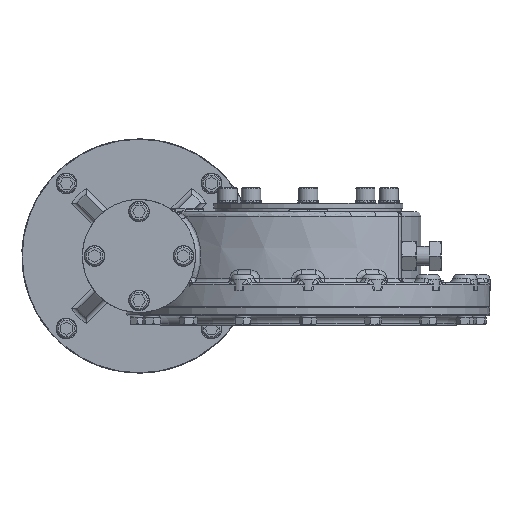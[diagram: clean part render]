
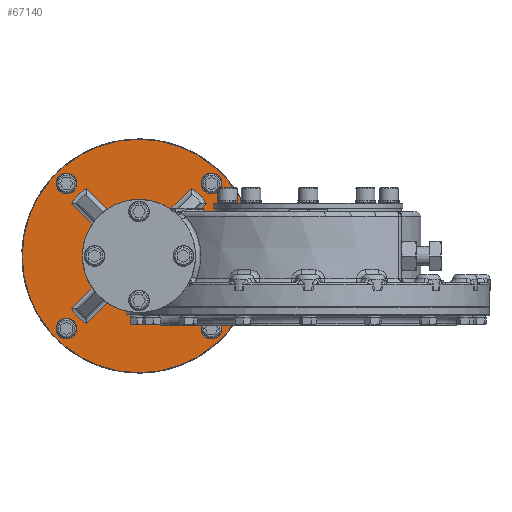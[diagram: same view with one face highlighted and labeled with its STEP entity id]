
A CAD part, left-side view. The second image highlights one B-rep face of the part: STEP entity #67140.
In plain terms, the highlighted planar face has unit normal (-1, 0, 0).
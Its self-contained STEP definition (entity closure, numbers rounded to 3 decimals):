
#5222=LINE('',#108113,#11965);
#5223=LINE('',#108117,#11966);
#5224=LINE('',#108121,#11967);
#5225=LINE('',#108125,#11968);
#5226=LINE('',#108129,#11969);
#5227=LINE('',#108133,#11970);
#5228=LINE('',#108137,#11971);
#5229=LINE('',#108141,#11972);
#11965=VECTOR('',#81464,1000.);
#11966=VECTOR('',#81467,1000.);
#11967=VECTOR('',#81470,1000.);
#11968=VECTOR('',#81473,1000.);
#11969=VECTOR('',#81476,1000.);
#11970=VECTOR('',#81479,1000.);
#11971=VECTOR('',#81482,1000.);
#11972=VECTOR('',#81485,1000.);
#17132=PLANE('',#71612);
#27559=ORIENTED_EDGE('',*,*,#43528,.F.);
#27560=ORIENTED_EDGE('',*,*,#43529,.F.);
#27561=ORIENTED_EDGE('',*,*,#43530,.F.);
#27562=ORIENTED_EDGE('',*,*,#43531,.F.);
#27563=ORIENTED_EDGE('',*,*,#43532,.T.);
#27564=ORIENTED_EDGE('',*,*,#43533,.T.);
#27565=ORIENTED_EDGE('',*,*,#43534,.T.);
#27566=ORIENTED_EDGE('',*,*,#43535,.T.);
#27567=ORIENTED_EDGE('',*,*,#43536,.T.);
#27568=ORIENTED_EDGE('',*,*,#43537,.T.);
#27569=ORIENTED_EDGE('',*,*,#43538,.T.);
#27570=ORIENTED_EDGE('',*,*,#43539,.T.);
#27571=ORIENTED_EDGE('',*,*,#43540,.T.);
#27572=ORIENTED_EDGE('',*,*,#43541,.T.);
#27573=ORIENTED_EDGE('',*,*,#43542,.T.);
#27574=ORIENTED_EDGE('',*,*,#43543,.T.);
#27575=ORIENTED_EDGE('',*,*,#43544,.T.);
#27576=ORIENTED_EDGE('',*,*,#43545,.T.);
#27577=ORIENTED_EDGE('',*,*,#43546,.T.);
#27578=ORIENTED_EDGE('',*,*,#43547,.T.);
#27579=ORIENTED_EDGE('',*,*,#43527,.T.);
#43527=EDGE_CURVE('',#52047,#52047,#56284,.T.);
#43528=EDGE_CURVE('',#52048,#52048,#56285,.T.);
#43529=EDGE_CURVE('',#52049,#52049,#56286,.T.);
#43530=EDGE_CURVE('',#52050,#52050,#56287,.T.);
#43531=EDGE_CURVE('',#52051,#52051,#56288,.T.);
#43532=EDGE_CURVE('',#52052,#52053,#56289,.F.);
#43533=EDGE_CURVE('',#52053,#52054,#5222,.F.);
#43534=EDGE_CURVE('',#52054,#52055,#56290,.F.);
#43535=EDGE_CURVE('',#52055,#52056,#5223,.T.);
#43536=EDGE_CURVE('',#52056,#52057,#56291,.F.);
#43537=EDGE_CURVE('',#52057,#52058,#5224,.F.);
#43538=EDGE_CURVE('',#52058,#52059,#56292,.F.);
#43539=EDGE_CURVE('',#52059,#52060,#5225,.T.);
#43540=EDGE_CURVE('',#52060,#52061,#56293,.F.);
#43541=EDGE_CURVE('',#52061,#52062,#5226,.F.);
#43542=EDGE_CURVE('',#52062,#52063,#56294,.F.);
#43543=EDGE_CURVE('',#52063,#52064,#5227,.T.);
#43544=EDGE_CURVE('',#52064,#52065,#56295,.F.);
#43545=EDGE_CURVE('',#52065,#52066,#5228,.F.);
#43546=EDGE_CURVE('',#52066,#52067,#56296,.F.);
#43547=EDGE_CURVE('',#52067,#52052,#5229,.T.);
#52047=VERTEX_POINT('',#108100);
#52048=VERTEX_POINT('',#108103);
#52049=VERTEX_POINT('',#108105);
#52050=VERTEX_POINT('',#108107);
#52051=VERTEX_POINT('',#108109);
#52052=VERTEX_POINT('',#108111);
#52053=VERTEX_POINT('',#108112);
#52054=VERTEX_POINT('',#108114);
#52055=VERTEX_POINT('',#108116);
#52056=VERTEX_POINT('',#108118);
#52057=VERTEX_POINT('',#108120);
#52058=VERTEX_POINT('',#108122);
#52059=VERTEX_POINT('',#108124);
#52060=VERTEX_POINT('',#108126);
#52061=VERTEX_POINT('',#108128);
#52062=VERTEX_POINT('',#108130);
#52063=VERTEX_POINT('',#108132);
#52064=VERTEX_POINT('',#108134);
#52065=VERTEX_POINT('',#108136);
#52066=VERTEX_POINT('',#108138);
#52067=VERTEX_POINT('',#108140);
#56284=CIRCLE('',#71611,144.5);
#56285=CIRCLE('',#71613,12.7);
#56286=CIRCLE('',#71614,12.7);
#56287=CIRCLE('',#71615,12.7);
#56288=CIRCLE('',#71616,12.7);
#56289=CIRCLE('',#71617,106.213);
#56290=CIRCLE('',#71618,43.);
#56291=CIRCLE('',#71619,106.213);
#56292=CIRCLE('',#71620,43.);
#56293=CIRCLE('',#71621,106.213);
#56294=CIRCLE('',#71622,43.);
#56295=CIRCLE('',#71623,106.213);
#56296=CIRCLE('',#71624,43.);
#58580=EDGE_LOOP('',(#27559));
#58581=EDGE_LOOP('',(#27560));
#58582=EDGE_LOOP('',(#27561));
#58583=EDGE_LOOP('',(#27562));
#58584=EDGE_LOOP('',(#27563,#27564,#27565,#27566,#27567,#27568,#27569,#27570,
#27571,#27572,#27573,#27574,#27575,#27576,#27577,#27578));
#58585=EDGE_LOOP('',(#27579));
#62794=FACE_BOUND('',#58580,.T.);
#62795=FACE_BOUND('',#58581,.T.);
#62796=FACE_BOUND('',#58582,.T.);
#62797=FACE_BOUND('',#58583,.T.);
#62798=FACE_BOUND('',#58584,.T.);
#62799=FACE_BOUND('',#58585,.T.);
#67140=ADVANCED_FACE('',(#62794,#62795,#62796,#62797,#62798,#62799),#17132,
 .T.);
#71611=AXIS2_PLACEMENT_3D('',#108099,#81450,#81451);
#71612=AXIS2_PLACEMENT_3D('',#108101,#81452,#81453);
#71613=AXIS2_PLACEMENT_3D('',#108102,#81454,#81455);
#71614=AXIS2_PLACEMENT_3D('',#108104,#81456,#81457);
#71615=AXIS2_PLACEMENT_3D('',#108106,#81458,#81459);
#71616=AXIS2_PLACEMENT_3D('',#108108,#81460,#81461);
#71617=AXIS2_PLACEMENT_3D('',#108110,#81462,#81463);
#71618=AXIS2_PLACEMENT_3D('',#108115,#81465,#81466);
#71619=AXIS2_PLACEMENT_3D('',#108119,#81468,#81469);
#71620=AXIS2_PLACEMENT_3D('',#108123,#81471,#81472);
#71621=AXIS2_PLACEMENT_3D('',#108127,#81474,#81475);
#71622=AXIS2_PLACEMENT_3D('',#108131,#81477,#81478);
#71623=AXIS2_PLACEMENT_3D('',#108135,#81480,#81481);
#71624=AXIS2_PLACEMENT_3D('',#108139,#81483,#81484);
#81450=DIRECTION('',(-1.,0.,0.));
#81451=DIRECTION('',(0.,-1.,0.));
#81452=DIRECTION('',(-1.,0.,0.));
#81453=DIRECTION('',(0.,-1.,0.));
#81454=DIRECTION('',(-1.,0.,0.));
#81455=DIRECTION('',(0.,-1.,0.));
#81456=DIRECTION('',(-1.,0.,0.));
#81457=DIRECTION('',(0.,-1.,0.));
#81458=DIRECTION('',(-1.,0.,0.));
#81459=DIRECTION('',(0.,-1.,0.));
#81460=DIRECTION('',(-1.,0.,0.));
#81461=DIRECTION('',(0.,0.,1.));
#81462=DIRECTION('',(-1.,0.,0.));
#81463=DIRECTION('',(0.,-1.,0.));
#81464=DIRECTION('',(0.,0.707,-0.707));
#81465=DIRECTION('',(-1.,0.,0.));
#81466=DIRECTION('',(0.,-1.,0.));
#81467=DIRECTION('',(0.,0.707,0.707));
#81468=DIRECTION('',(-1.,0.,0.));
#81469=DIRECTION('',(0.,-1.,0.));
#81470=DIRECTION('',(0.,0.707,0.707));
#81471=DIRECTION('',(-1.,0.,0.));
#81472=DIRECTION('',(0.,-1.,0.));
#81473=DIRECTION('',(0.,-0.707,0.707));
#81474=DIRECTION('',(-1.,0.,0.));
#81475=DIRECTION('',(0.,-1.,0.));
#81476=DIRECTION('',(0.,-0.707,0.707));
#81477=DIRECTION('',(-1.,0.,0.));
#81478=DIRECTION('',(0.,-1.,0.));
#81479=DIRECTION('',(0.,-0.707,-0.707));
#81480=DIRECTION('',(-1.,0.,0.));
#81481=DIRECTION('',(0.,-1.,0.));
#81482=DIRECTION('',(0.,-0.707,-0.707));
#81483=DIRECTION('',(-1.,0.,0.));
#81484=DIRECTION('',(0.,-1.,0.));
#81485=DIRECTION('',(0.,0.707,-0.707));
#108099=CARTESIAN_POINT('',(250.19,209.55,57.));
#108100=CARTESIAN_POINT('',(250.19,65.05,57.));
#108101=CARTESIAN_POINT('',(250.19,246.55,57.));
#108102=CARTESIAN_POINT('',(250.19,119.747,146.803));
#108103=CARTESIAN_POINT('',(250.19,107.047,146.803));
#108104=CARTESIAN_POINT('',(250.19,299.353,-32.803));
#108105=CARTESIAN_POINT('',(250.19,286.653,-32.803));
#108106=CARTESIAN_POINT('',(250.19,119.747,-32.803));
#108107=CARTESIAN_POINT('',(250.19,107.047,-32.803));
#108108=CARTESIAN_POINT('',(250.19,299.353,146.803));
#108109=CARTESIAN_POINT('',(250.19,299.353,159.503));
#108110=CARTESIAN_POINT('',(250.19,209.55,57.));
#108111=CARTESIAN_POINT('',(250.19,274.499,-27.041));
#108112=CARTESIAN_POINT('',(250.19,293.591,-7.949));
#108113=CARTESIAN_POINT('',(250.19,237.596,48.046));
#108114=CARTESIAN_POINT('',(250.19,247.964,37.678));
#108115=CARTESIAN_POINT('',(250.19,209.55,57.));
#108116=CARTESIAN_POINT('',(250.19,247.964,76.322));
#108117=CARTESIAN_POINT('',(250.19,291.38,119.738));
#108118=CARTESIAN_POINT('',(250.19,293.591,121.949));
#108119=CARTESIAN_POINT('',(250.19,209.55,57.));
#108120=CARTESIAN_POINT('',(250.19,274.499,141.041));
#108121=CARTESIAN_POINT('',(250.19,218.504,85.046));
#108122=CARTESIAN_POINT('',(250.19,228.872,95.414));
#108123=CARTESIAN_POINT('',(250.19,209.55,57.));
#108124=CARTESIAN_POINT('',(250.19,190.228,95.414));
#108125=CARTESIAN_POINT('',(250.19,146.812,138.83));
#108126=CARTESIAN_POINT('',(250.19,144.601,141.041));
#108127=CARTESIAN_POINT('',(250.19,209.55,57.));
#108128=CARTESIAN_POINT('',(250.19,125.509,121.949));
#108129=CARTESIAN_POINT('',(250.19,218.504,28.954));
#108130=CARTESIAN_POINT('',(250.19,171.136,76.322));
#108131=CARTESIAN_POINT('',(250.19,209.55,57.));
#108132=CARTESIAN_POINT('',(250.19,171.136,37.678));
#108133=CARTESIAN_POINT('',(250.19,127.72,-5.738));
#108134=CARTESIAN_POINT('',(250.19,125.509,-7.949));
#108135=CARTESIAN_POINT('',(250.19,209.55,57.));
#108136=CARTESIAN_POINT('',(250.19,144.601,-27.041));
#108137=CARTESIAN_POINT('',(250.19,237.596,65.954));
#108138=CARTESIAN_POINT('',(250.19,190.228,18.586));
#108139=CARTESIAN_POINT('',(250.19,209.55,57.));
#108140=CARTESIAN_POINT('',(250.19,228.872,18.586));
#108141=CARTESIAN_POINT('',(250.19,272.288,-24.83));
